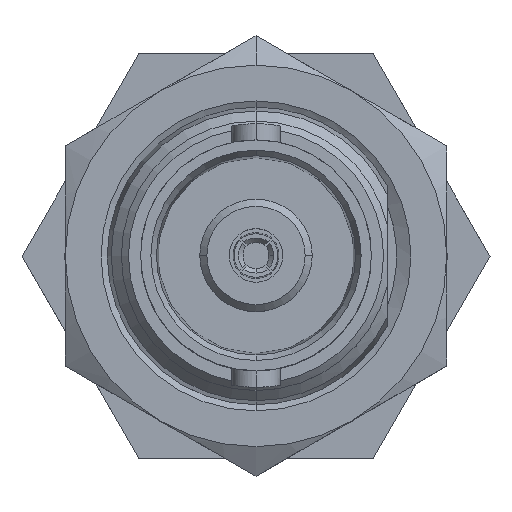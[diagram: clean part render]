
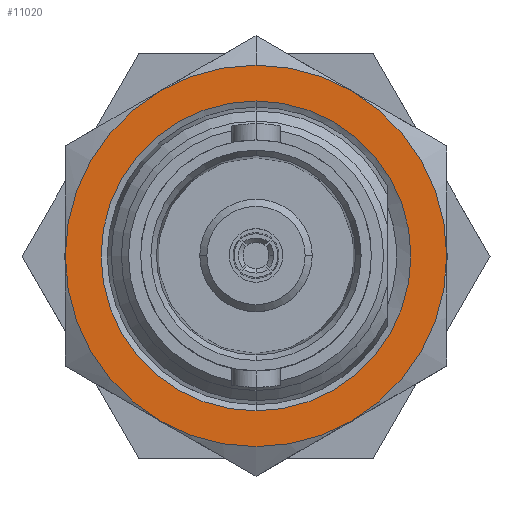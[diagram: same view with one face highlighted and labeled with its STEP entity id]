
A CAD part, top view. The second image highlights one B-rep face of the part: STEP entity #11020.
In plain terms, the highlighted planar face has unit normal (0, 0, 1).
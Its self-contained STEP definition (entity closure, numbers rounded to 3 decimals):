
#255 = FACE_OUTER_BOUND ( 'NONE', #3463, .T. ) ;
#304 = DIRECTION ( 'NONE',  ( 0., -1., 0. ) ) ;
#395 = CIRCLE ( 'NONE', #12668, 8. ) ;
#567 = FACE_BOUND ( 'NONE', #1992, .T. ) ;
#653 = ORIENTED_EDGE ( 'NONE', *, *, #12037, .T. ) ;
#662 = DIRECTION ( 'NONE',  ( 0., 0., 1. ) ) ;
#674 = VERTEX_POINT ( 'NONE', #2925 ) ;
#933 = DIRECTION ( 'NONE',  ( 0., -1., 0. ) ) ;
#979 = CARTESIAN_POINT ( 'NONE',  ( 0., -6.5, -14.35 ) ) ;
#1326 = CIRCLE ( 'NONE', #3844, 8. ) ;
#1406 = ORIENTED_EDGE ( 'NONE', *, *, #9409, .F. ) ;
#1408 = VERTEX_POINT ( 'NONE', #11482 ) ;
#1426 = VERTEX_POINT ( 'NONE', #979 ) ;
#1508 = CIRCLE ( 'NONE', #8667, 6.5 ) ;
#1620 = EDGE_CURVE ( 'NONE', #11038, #9663, #395, .T. ) ;
#1992 = EDGE_LOOP ( 'NONE', ( #1406, #2178 ) ) ;
#2178 = ORIENTED_EDGE ( 'NONE', *, *, #2471, .F. ) ;
#2237 = DIRECTION ( 'NONE',  ( 0., -1., 0. ) ) ;
#2433 = CARTESIAN_POINT ( 'NONE',  ( 0., 8., -14.35 ) ) ;
#2455 = DIRECTION ( 'NONE',  ( 0., 0., 1. ) ) ;
#2471 = EDGE_CURVE ( 'NONE', #5076, #1426, #3419, .T. ) ;
#2497 = CARTESIAN_POINT ( 'NONE',  ( 0., 0., -14.35 ) ) ;
#2647 = EDGE_CURVE ( 'NONE', #2884, #11038, #4025, .T. ) ;
#2812 = DIRECTION ( 'NONE',  ( 0., 0., 1. ) ) ;
#2884 = VERTEX_POINT ( 'NONE', #3627 ) ;
#2925 = CARTESIAN_POINT ( 'NONE',  ( 4., -6.928, -14.35 ) ) ;
#3002 = VERTEX_POINT ( 'NONE', #4879 ) ;
#3096 = ORIENTED_EDGE ( 'NONE', *, *, #1620, .T. ) ;
#3216 = AXIS2_PLACEMENT_3D ( 'NONE', #6741, #662, #7777 ) ;
#3299 = CARTESIAN_POINT ( 'NONE',  ( 0., 0., -14.35 ) ) ;
#3419 = CIRCLE ( 'NONE', #8326, 6.5 ) ;
#3463 = EDGE_LOOP ( 'NONE', ( #12505, #7478, #653, #4413, #8926, #3096, #6786 ) ) ;
#3476 = DIRECTION ( 'NONE',  ( 0., 1., 0. ) ) ;
#3535 = CARTESIAN_POINT ( 'NONE',  ( 0., 6.5, -14.35 ) ) ;
#3627 = CARTESIAN_POINT ( 'NONE',  ( -4., 6.928, -14.35 ) ) ;
#3844 = AXIS2_PLACEMENT_3D ( 'NONE', #5101, #12136, #6102 ) ;
#3981 = DIRECTION ( 'NONE',  ( 0., 0., 1. ) ) ;
#4025 = CIRCLE ( 'NONE', #11429, 8. ) ;
#4308 = DIRECTION ( 'NONE',  ( 0., -1., 0. ) ) ;
#4413 = ORIENTED_EDGE ( 'NONE', *, *, #6916, .T. ) ;
#4879 = CARTESIAN_POINT ( 'NONE',  ( 4., 6.928, -14.35 ) ) ;
#5076 = VERTEX_POINT ( 'NONE', #3535 ) ;
#5101 = CARTESIAN_POINT ( 'NONE',  ( 0., 0., -14.35 ) ) ;
#5180 = DIRECTION ( 'NONE',  ( 0., 0., 1. ) ) ;
#5358 = CARTESIAN_POINT ( 'NONE',  ( -4., -6.928, -14.35 ) ) ;
#5757 = CARTESIAN_POINT ( 'NONE',  ( 8., 0., -14.35 ) ) ;
#6102 = DIRECTION ( 'NONE',  ( 0., -1., 0. ) ) ;
#6200 = EDGE_CURVE ( 'NONE', #9663, #674, #11525, .T. ) ;
#6369 = DIRECTION ( 'NONE',  ( 0., 0., 1. ) ) ;
#6407 = PLANE ( 'NONE',  #7589 ) ;
#6425 = CIRCLE ( 'NONE', #9765, 8. ) ;
#6741 = CARTESIAN_POINT ( 'NONE',  ( 0., 0., -14.35 ) ) ;
#6786 = ORIENTED_EDGE ( 'NONE', *, *, #6200, .T. ) ;
#6916 = EDGE_CURVE ( 'NONE', #1408, #2884, #12142, .T. ) ;
#7003 = DIRECTION ( 'NONE',  ( 0., 0., 1. ) ) ;
#7078 = CARTESIAN_POINT ( 'NONE',  ( 0., 0., -14.35 ) ) ;
#7478 = ORIENTED_EDGE ( 'NONE', *, *, #10513, .T. ) ;
#7589 = AXIS2_PLACEMENT_3D ( 'NONE', #2433, #9480, #3476 ) ;
#7777 = DIRECTION ( 'NONE',  ( 0., -1., 0. ) ) ;
#7834 = CIRCLE ( 'NONE', #11003, 8. ) ;
#8099 = AXIS2_PLACEMENT_3D ( 'NONE', #12417, #6369, #304 ) ;
#8326 = AXIS2_PLACEMENT_3D ( 'NONE', #2497, #2455, #2237 ) ;
#8437 = CARTESIAN_POINT ( 'NONE',  ( -8., 0., -14.35 ) ) ;
#8667 = AXIS2_PLACEMENT_3D ( 'NONE', #8845, #2812, #9835 ) ;
#8845 = CARTESIAN_POINT ( 'NONE',  ( 0., 0., -14.35 ) ) ;
#8926 = ORIENTED_EDGE ( 'NONE', *, *, #2647, .T. ) ;
#9103 = DIRECTION ( 'NONE',  ( 0., -1., 0. ) ) ;
#9409 = EDGE_CURVE ( 'NONE', #1426, #5076, #1508, .T. ) ;
#9480 = DIRECTION ( 'NONE',  ( 0., 0., -1. ) ) ;
#9663 = VERTEX_POINT ( 'NONE', #5358 ) ;
#9765 = AXIS2_PLACEMENT_3D ( 'NONE', #13047, #7003, #933 ) ;
#9835 = DIRECTION ( 'NONE',  ( 0., -1., 0. ) ) ;
#10320 = DIRECTION ( 'NONE',  ( 0., 0., 1. ) ) ;
#10513 = EDGE_CURVE ( 'NONE', #12424, #3002, #1326, .T. ) ;
#11003 = AXIS2_PLACEMENT_3D ( 'NONE', #3299, #10320, #4308 ) ;
#11020 = ADVANCED_FACE ( 'NONE', ( #567, #255 ), #6407, .F. ) ;
#11038 = VERTEX_POINT ( 'NONE', #8437 ) ;
#11189 = CARTESIAN_POINT ( 'NONE',  ( 0., 0., -14.35 ) ) ;
#11392 = EDGE_CURVE ( 'NONE', #674, #12424, #7834, .T. ) ;
#11429 = AXIS2_PLACEMENT_3D ( 'NONE', #11189, #5180, #12221 ) ;
#11482 = CARTESIAN_POINT ( 'NONE',  ( 0., 8., -14.35 ) ) ;
#11525 = CIRCLE ( 'NONE', #8099, 8. ) ;
#12037 = EDGE_CURVE ( 'NONE', #3002, #1408, #6425, .T. ) ;
#12136 = DIRECTION ( 'NONE',  ( 0., 0., 1. ) ) ;
#12142 = CIRCLE ( 'NONE', #3216, 8. ) ;
#12221 = DIRECTION ( 'NONE',  ( 0., -1., 0. ) ) ;
#12417 = CARTESIAN_POINT ( 'NONE',  ( 0., 0., -14.35 ) ) ;
#12424 = VERTEX_POINT ( 'NONE', #5757 ) ;
#12505 = ORIENTED_EDGE ( 'NONE', *, *, #11392, .T. ) ;
#12668 = AXIS2_PLACEMENT_3D ( 'NONE', #7078, #3981, #9103 ) ;
#13047 = CARTESIAN_POINT ( 'NONE',  ( 0., 0., -14.35 ) ) ;
